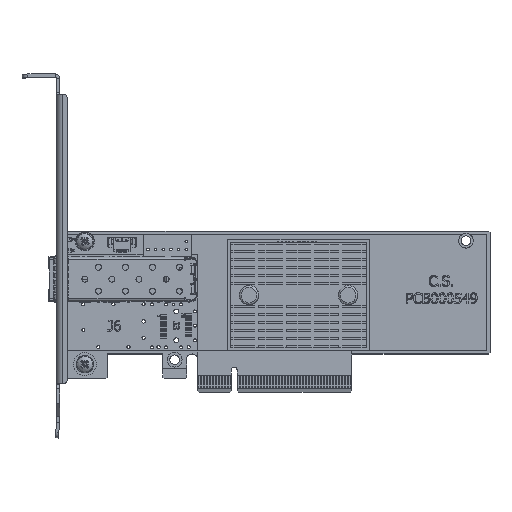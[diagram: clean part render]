
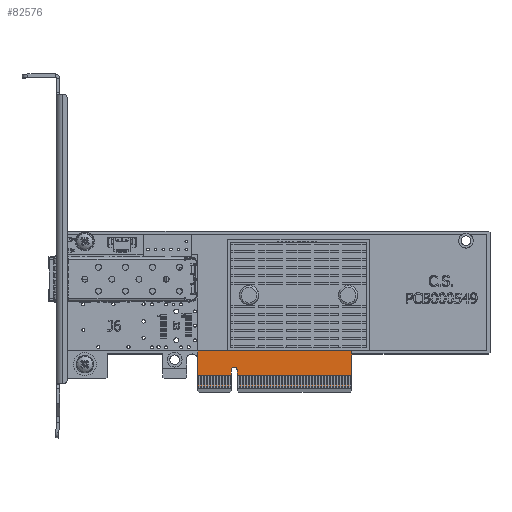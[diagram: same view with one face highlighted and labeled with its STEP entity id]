
A CAD part, top view. The second image highlights one B-rep face of the part: STEP entity #82576.
In plain terms, the highlighted planar face has unit normal (0, 0, 1).
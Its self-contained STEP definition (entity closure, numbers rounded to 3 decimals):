
#2356=CIRCLE('',#87104,0.953);
#5917=FACE_OUTER_BOUND('',#10601,.T.);
#10601=EDGE_LOOP('',(#60122,#60123,#60124,#60125,#60126,#60127,#60128,#60129,
#60130,#60131));
#15658=LINE('',#117116,#25098);
#17043=LINE('',#124428,#26483);
#17046=LINE('',#124434,#26486);
#17054=LINE('',#124451,#26494);
#17059=LINE('',#124461,#26499);
#17060=LINE('',#124463,#26500);
#17061=LINE('',#124465,#26501);
#17062=LINE('',#124466,#26502);
#17063=LINE('',#124467,#26503);
#25098=VECTOR('',#94517,10.);
#26483=VECTOR('',#97128,10.);
#26486=VECTOR('',#97133,10.);
#26494=VECTOR('',#97147,10.);
#26499=VECTOR('',#97156,10.);
#26500=VECTOR('',#97157,10.);
#26501=VECTOR('',#97158,10.);
#26502=VECTOR('',#97159,10.);
#26503=VECTOR('',#97160,10.);
#34228=VERTEX_POINT('',#117113);
#34229=VERTEX_POINT('',#117115);
#35510=VERTEX_POINT('',#124425);
#35511=VERTEX_POINT('',#124427);
#35512=VERTEX_POINT('',#124431);
#35513=VERTEX_POINT('',#124433);
#35516=VERTEX_POINT('',#124441);
#35519=VERTEX_POINT('',#124449);
#35523=VERTEX_POINT('',#124462);
#35524=VERTEX_POINT('',#124464);
#42628=EDGE_CURVE('',#34229,#34228,#15658,.T.);
#44577=EDGE_CURVE('',#35510,#35511,#17043,.T.);
#44580=EDGE_CURVE('',#35512,#35513,#17046,.T.);
#44585=EDGE_CURVE('',#35516,#35512,#2356,.T.);
#44589=EDGE_CURVE('',#35519,#35516,#17054,.T.);
#44594=EDGE_CURVE('',#35513,#35510,#17059,.T.);
#44595=EDGE_CURVE('',#35523,#35519,#17060,.T.);
#44596=EDGE_CURVE('',#35524,#35523,#17061,.T.);
#44597=EDGE_CURVE('',#35524,#34229,#17062,.T.);
#44598=EDGE_CURVE('',#34228,#35511,#17063,.T.);
#60122=ORIENTED_EDGE('',*,*,#44594,.F.);
#60123=ORIENTED_EDGE('',*,*,#44580,.F.);
#60124=ORIENTED_EDGE('',*,*,#44585,.F.);
#60125=ORIENTED_EDGE('',*,*,#44589,.F.);
#60126=ORIENTED_EDGE('',*,*,#44595,.F.);
#60127=ORIENTED_EDGE('',*,*,#44596,.F.);
#60128=ORIENTED_EDGE('',*,*,#44597,.T.);
#60129=ORIENTED_EDGE('',*,*,#42628,.T.);
#60130=ORIENTED_EDGE('',*,*,#44598,.T.);
#60131=ORIENTED_EDGE('',*,*,#44577,.F.);
#76965=PLANE('',#87107);
#82576=ADVANCED_FACE('',(#5917),#76965,.T.);
#87104=AXIS2_PLACEMENT_3D('',#124443,#97140,#97141);
#87107=AXIS2_PLACEMENT_3D('',#124460,#97154,#97155);
#94517=DIRECTION('',(-1.,0.,0.));
#97128=DIRECTION('',(0.,1.,0.));
#97133=DIRECTION('',(0.,-1.,0.));
#97140=DIRECTION('center_axis',(0.,0.,
1.));
#97141=DIRECTION('ref_axis',(1.,0.,0.));
#97147=DIRECTION('',(0.,1.,0.));
#97154=DIRECTION('center_axis',(0.,0.,
1.));
#97155=DIRECTION('ref_axis',(1.,0.,0.));
#97156=DIRECTION('',(-1.,0.,0.));
#97157=DIRECTION('',(-1.,0.,0.));
#97158=DIRECTION('',(0.,-1.,0.));
#97159=DIRECTION('',(0.,1.,0.));
#97160=DIRECTION('',(0.,-1.,0.));
#117113=CARTESIAN_POINT('',(45.009,13.751,1.575));
#117115=CARTESIAN_POINT('',(96.291,13.751,1.575));
#117116=CARTESIAN_POINT('',(96.291,13.751,1.575));
#124425=CARTESIAN_POINT('',(45.009,1.299,1.575));
#124427=CARTESIAN_POINT('',(45.009,10.922,1.575));
#124428=CARTESIAN_POINT('',(45.009,3.438,1.575));
#124431=CARTESIAN_POINT('',(56.198,7.455,1.575));
#124433=CARTESIAN_POINT('',(56.198,1.299,1.575));
#124434=CARTESIAN_POINT('',(56.198,7.165,1.575));
#124441=CARTESIAN_POINT('',(58.103,7.455,1.575));
#124443=CARTESIAN_POINT('Origin',(57.15,7.455,1.575));
#124449=CARTESIAN_POINT('',(58.103,1.299,1.575));
#124451=CARTESIAN_POINT('',(58.103,3.438,1.575));
#124460=CARTESIAN_POINT('Origin',(70.65,6.875,1.575));
#124461=CARTESIAN_POINT('',(76.933,1.299,1.575));
#124462=CARTESIAN_POINT('',(96.291,1.299,1.575));
#124463=CARTESIAN_POINT('',(76.933,1.299,1.575));
#124464=CARTESIAN_POINT('',(96.291,12.751,1.575));
#124465=CARTESIAN_POINT('',(96.291,9.813,1.575));
#124466=CARTESIAN_POINT('',(96.291,0.,1.575));
#124467=CARTESIAN_POINT('',(45.009,20.321,1.575));
